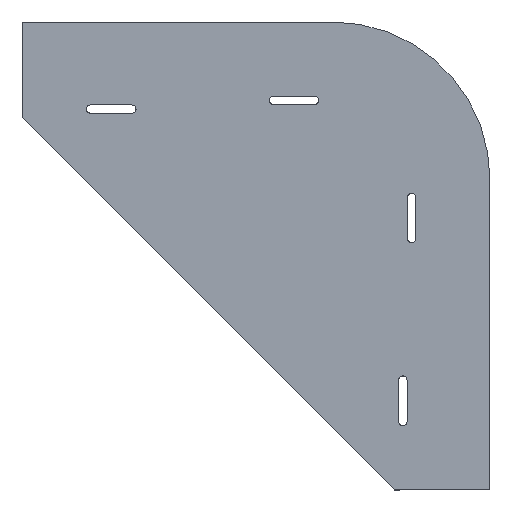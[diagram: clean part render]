
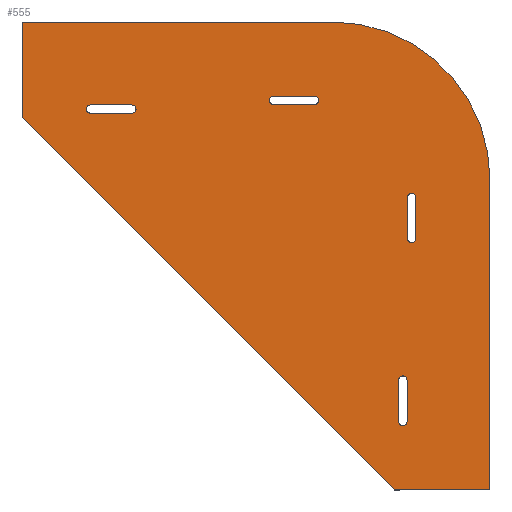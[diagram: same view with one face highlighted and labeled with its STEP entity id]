
A CAD part, top view. The second image highlights one B-rep face of the part: STEP entity #555.
In plain terms, the highlighted planar face has unit normal (0, 0, 1).
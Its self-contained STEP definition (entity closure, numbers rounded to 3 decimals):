
#104=CIRCLE('',#560,38.);
#106=CIRCLE('',#566,1.);
#108=CIRCLE('',#570,1.);
#110=CIRCLE('',#574,1.);
#112=CIRCLE('',#578,1.);
#114=CIRCLE('',#582,1.);
#116=CIRCLE('',#586,1.);
#118=CIRCLE('',#590,1.);
#120=CIRCLE('',#594,1.);
#131=VERTEX_POINT('',#718);
#132=VERTEX_POINT('',#719);
#135=VERTEX_POINT('',#727);
#137=VERTEX_POINT('',#733);
#139=VERTEX_POINT('',#739);
#141=VERTEX_POINT('',#745);
#143=VERTEX_POINT('',#754);
#144=VERTEX_POINT('',#755);
#147=VERTEX_POINT('',#763);
#149=VERTEX_POINT('',#769);
#151=VERTEX_POINT('',#778);
#152=VERTEX_POINT('',#779);
#155=VERTEX_POINT('',#787);
#157=VERTEX_POINT('',#793);
#159=VERTEX_POINT('',#802);
#160=VERTEX_POINT('',#803);
#163=VERTEX_POINT('',#811);
#165=VERTEX_POINT('',#817);
#167=VERTEX_POINT('',#826);
#168=VERTEX_POINT('',#827);
#171=VERTEX_POINT('',#835);
#173=VERTEX_POINT('',#841);
#175=VECTOR('',#600,1.);
#179=VECTOR('',#605,1.);
#183=VECTOR('',#616,1.);
#186=VECTOR('',#620,1.);
#189=VECTOR('',#624,1.);
#193=VECTOR('',#635,1.);
#197=VECTOR('',#646,1.);
#201=VECTOR('',#657,1.);
#205=VECTOR('',#668,1.);
#209=VECTOR('',#679,1.);
#213=VECTOR('',#690,1.);
#217=VECTOR('',#701,1.);
#221=VECTOR('',#712,1.);
#223=LINE('',#717,#175);
#227=LINE('',#726,#179);
#231=LINE('',#738,#183);
#234=LINE('',#744,#186);
#237=LINE('',#750,#189);
#241=LINE('',#762,#193);
#245=LINE('',#774,#197);
#249=LINE('',#786,#201);
#253=LINE('',#798,#205);
#257=LINE('',#810,#209);
#261=LINE('',#822,#213);
#265=LINE('',#834,#217);
#269=LINE('',#846,#221);
#271=EDGE_CURVE('',#131,#132,#223,.T.);
#275=EDGE_CURVE('',#132,#135,#227,.T.);
#278=EDGE_CURVE('',#135,#137,#104,.T.);
#281=EDGE_CURVE('',#137,#139,#231,.T.);
#284=EDGE_CURVE('',#139,#141,#234,.T.);
#287=EDGE_CURVE('',#141,#131,#237,.T.);
#289=EDGE_CURVE('',#143,#144,#106,.T.);
#293=EDGE_CURVE('',#144,#147,#241,.T.);
#296=EDGE_CURVE('',#147,#149,#108,.T.);
#299=EDGE_CURVE('',#149,#143,#245,.T.);
#301=EDGE_CURVE('',#151,#152,#110,.T.);
#305=EDGE_CURVE('',#152,#155,#249,.T.);
#308=EDGE_CURVE('',#155,#157,#112,.T.);
#311=EDGE_CURVE('',#157,#151,#253,.T.);
#313=EDGE_CURVE('',#159,#160,#114,.T.);
#317=EDGE_CURVE('',#160,#163,#257,.T.);
#320=EDGE_CURVE('',#163,#165,#116,.T.);
#323=EDGE_CURVE('',#165,#159,#261,.T.);
#325=EDGE_CURVE('',#167,#168,#118,.T.);
#329=EDGE_CURVE('',#168,#171,#265,.T.);
#332=EDGE_CURVE('',#171,#173,#120,.T.);
#335=EDGE_CURVE('',#173,#167,#269,.T.);
#425=ORIENTED_EDGE('',*,*,#325,.F.);
#426=ORIENTED_EDGE('',*,*,#335,.F.);
#427=ORIENTED_EDGE('',*,*,#332,.F.);
#428=ORIENTED_EDGE('',*,*,#329,.F.);
#429=ORIENTED_EDGE('',*,*,#313,.F.);
#430=ORIENTED_EDGE('',*,*,#323,.F.);
#431=ORIENTED_EDGE('',*,*,#320,.F.);
#432=ORIENTED_EDGE('',*,*,#317,.F.);
#433=ORIENTED_EDGE('',*,*,#301,.F.);
#434=ORIENTED_EDGE('',*,*,#311,.F.);
#435=ORIENTED_EDGE('',*,*,#308,.F.);
#436=ORIENTED_EDGE('',*,*,#305,.F.);
#437=ORIENTED_EDGE('',*,*,#289,.F.);
#438=ORIENTED_EDGE('',*,*,#299,.F.);
#439=ORIENTED_EDGE('',*,*,#296,.F.);
#440=ORIENTED_EDGE('',*,*,#293,.F.);
#441=ORIENTED_EDGE('',*,*,#271,.F.);
#442=ORIENTED_EDGE('',*,*,#287,.F.);
#443=ORIENTED_EDGE('',*,*,#284,.F.);
#444=ORIENTED_EDGE('',*,*,#281,.F.);
#445=ORIENTED_EDGE('',*,*,#278,.F.);
#446=ORIENTED_EDGE('',*,*,#275,.F.);
#491=EDGE_LOOP('',(#425,#426,#427,#428));
#492=EDGE_LOOP('',(#429,#430,#431,#432));
#493=EDGE_LOOP('',(#433,#434,#435,#436));
#494=EDGE_LOOP('',(#437,#438,#439,#440));
#495=EDGE_LOOP('',(#441,#442,#443,#444,#445,#446));
#523=FACE_BOUND('',#491,.T.);
#524=FACE_BOUND('',#492,.T.);
#525=FACE_BOUND('',#493,.T.);
#526=FACE_BOUND('',#494,.T.);
#527=FACE_BOUND('',#495,.T.);
#555=ADVANCED_FACE('',(#523,#524,#525,#526,#527),#863,.T.);
#560=AXIS2_PLACEMENT_3D('',#732,#610,#611);
#566=AXIS2_PLACEMENT_3D('',#753,#628,#629);
#570=AXIS2_PLACEMENT_3D('',#768,#640,#641);
#574=AXIS2_PLACEMENT_3D('',#777,#650,#651);
#578=AXIS2_PLACEMENT_3D('',#792,#662,#663);
#582=AXIS2_PLACEMENT_3D('',#801,#672,#673);
#586=AXIS2_PLACEMENT_3D('',#816,#684,#685);
#590=AXIS2_PLACEMENT_3D('',#825,#694,#695);
#594=AXIS2_PLACEMENT_3D('',#840,#706,#707);
#597=AXIS2_PLACEMENT_3D('',#848,#714,$);
#600=DIRECTION('',(0.,1.,0.));
#605=DIRECTION('',(1.,0.,0.));
#610=DIRECTION('',(0.,0.,-1.));
#611=DIRECTION('',(38.,0.,0.));
#616=DIRECTION('',(0.,-1.,0.));
#620=DIRECTION('',(-1.,0.,0.));
#624=DIRECTION('',(-0.707,0.707,0.));
#628=DIRECTION('',(0.,0.,1.));
#629=DIRECTION('',(1.,0.,0.));
#635=DIRECTION('',(1.,0.,0.));
#640=DIRECTION('',(0.,0.,1.));
#641=DIRECTION('',(1.,0.,0.));
#646=DIRECTION('',(-1.,0.,0.));
#650=DIRECTION('',(0.,0.,1.));
#651=DIRECTION('',(1.,0.,0.));
#657=DIRECTION('',(0.,1.,0.));
#662=DIRECTION('',(0.,0.,1.));
#663=DIRECTION('',(1.,0.,0.));
#668=DIRECTION('',(0.,-1.,0.));
#672=DIRECTION('',(0.,0.,1.));
#673=DIRECTION('',(1.,0.,0.));
#679=DIRECTION('',(1.,0.,0.));
#684=DIRECTION('',(0.,0.,1.));
#685=DIRECTION('',(1.,0.,0.));
#690=DIRECTION('',(-1.,0.,0.));
#694=DIRECTION('',(0.,0.,1.));
#695=DIRECTION('',(1.,0.,0.));
#701=DIRECTION('',(0.,1.,0.));
#706=DIRECTION('',(0.,0.,1.));
#707=DIRECTION('',(1.,0.,0.));
#712=DIRECTION('',(0.,-1.,0.));
#714=DIRECTION('',(0.,0.,1.));
#717=CARTESIAN_POINT('',(-74.47,32.5,3.));
#718=CARTESIAN_POINT('',(-74.47,15.37,3.));
#719=CARTESIAN_POINT('',(-74.47,38.37,3.));
#726=CARTESIAN_POINT('',(0.37,38.37,3.));
#727=CARTESIAN_POINT('',(0.37,38.37,3.));
#732=CARTESIAN_POINT('',(0.37,0.37,3.));
#733=CARTESIAN_POINT('',(38.37,0.37,3.));
#738=CARTESIAN_POINT('',(38.37,-74.47,3.));
#739=CARTESIAN_POINT('',(38.37,-74.47,3.));
#744=CARTESIAN_POINT('',(32.5,-74.47,3.));
#745=CARTESIAN_POINT('',(15.37,-74.47,3.));
#750=CARTESIAN_POINT('',(-74.47,15.37,3.));
#753=CARTESIAN_POINT('',(-57.97,17.37,3.));
#754=CARTESIAN_POINT('',(-57.97,18.37,3.));
#755=CARTESIAN_POINT('',(-57.97,16.37,3.));
#762=CARTESIAN_POINT('',(-47.97,16.37,3.));
#763=CARTESIAN_POINT('',(-47.97,16.37,3.));
#768=CARTESIAN_POINT('',(-47.97,17.37,3.));
#769=CARTESIAN_POINT('',(-47.97,18.37,3.));
#774=CARTESIAN_POINT('',(-57.97,18.37,3.));
#777=CARTESIAN_POINT('',(19.5,-13.9,3.));
#778=CARTESIAN_POINT('',(18.5,-13.9,3.));
#779=CARTESIAN_POINT('',(20.5,-13.9,3.));
#786=CARTESIAN_POINT('',(20.5,-3.9,3.));
#787=CARTESIAN_POINT('',(20.5,-3.9,3.));
#792=CARTESIAN_POINT('',(19.5,-3.9,3.));
#793=CARTESIAN_POINT('',(18.5,-3.9,3.));
#798=CARTESIAN_POINT('',(18.5,-13.9,3.));
#801=CARTESIAN_POINT('',(-13.9,19.5,3.));
#802=CARTESIAN_POINT('',(-13.9,20.5,3.));
#803=CARTESIAN_POINT('',(-13.9,18.5,3.));
#810=CARTESIAN_POINT('',(-3.9,18.5,3.));
#811=CARTESIAN_POINT('',(-3.9,18.5,3.));
#816=CARTESIAN_POINT('',(-3.9,19.5,3.));
#817=CARTESIAN_POINT('',(-3.9,20.5,3.));
#822=CARTESIAN_POINT('',(-13.9,20.5,3.));
#825=CARTESIAN_POINT('',(17.37,-57.97,3.));
#826=CARTESIAN_POINT('',(16.37,-57.97,3.));
#827=CARTESIAN_POINT('',(18.37,-57.97,3.));
#834=CARTESIAN_POINT('',(18.37,-47.97,3.));
#835=CARTESIAN_POINT('',(18.37,-47.97,3.));
#840=CARTESIAN_POINT('',(17.37,-47.97,3.));
#841=CARTESIAN_POINT('',(16.37,-47.97,3.));
#846=CARTESIAN_POINT('',(16.37,-57.97,3.));
#848=CARTESIAN_POINT('',(-8.669,-8.669,3.));
#863=PLANE('',#597);
